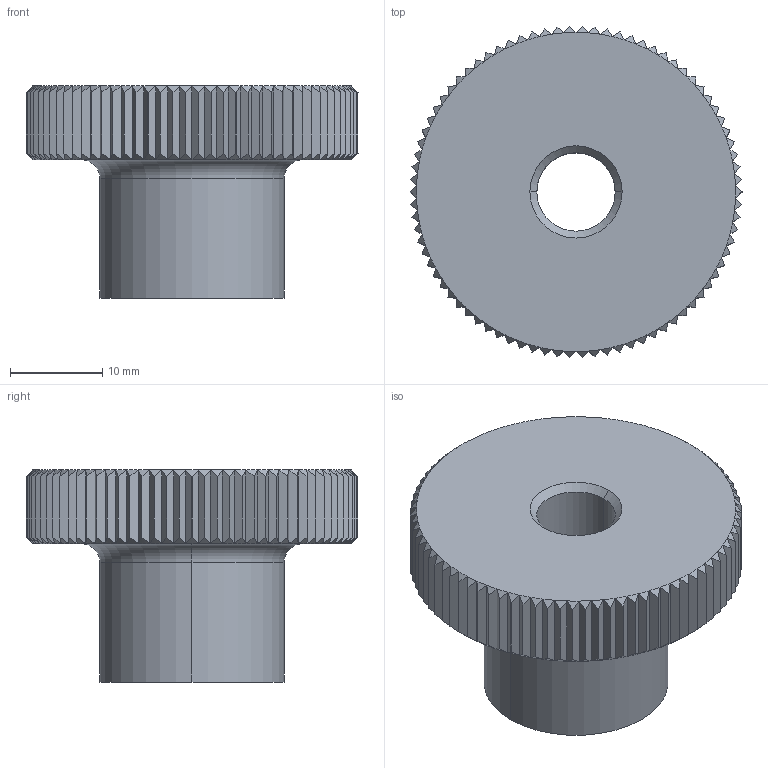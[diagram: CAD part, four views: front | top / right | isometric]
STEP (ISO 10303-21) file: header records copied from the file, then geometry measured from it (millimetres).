
FILE_DESCRIPTION(('STEP AP214'),'1');
FILE_NAME(' ',' ',('TraceParts'),('TraceParts S.A.'),'XStep 1.0',' ',' ');
FILE_SCHEMA(('automotive_design'));
Length unit declared in the file: millimetre
Products named in the file (1): 1
Bounding box: 36 x 35.97 x 23 mm (x, y, z)
Volume: 11255.6 mm3; surface area: 4523.3 mm2
Topology: 1 solids, 1 shells, 427 faces, 938 edges, 514 vertices
Faces by surface type: cone 172, plane 167, cylinder 86, torus 2
Entity records: 21740 total; most frequent: CARTESIAN_POINT 2544, STYLED_ITEM 1880, PRESENTATION_STYLE_ASSIGNMENT 1880, COLOUR_RGB 1880, ORIENTED_EDGE 1876, DIRECTION 1810, EDGE_CURVE 938, CURVE_STYLE 938
